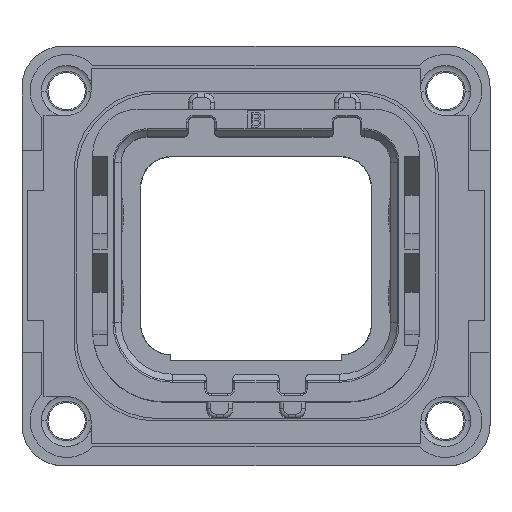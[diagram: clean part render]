
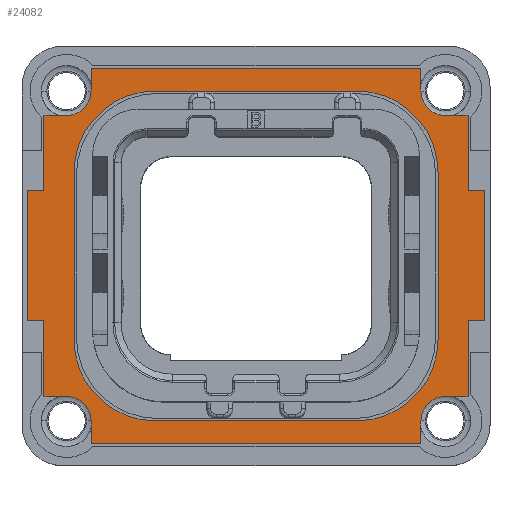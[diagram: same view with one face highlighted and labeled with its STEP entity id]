
A CAD part, top view. The second image highlights one B-rep face of the part: STEP entity #24082.
In plain terms, the highlighted planar face has unit normal (0, 0, 1).
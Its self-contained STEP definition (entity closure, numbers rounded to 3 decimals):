
#1115=DIRECTION('',(0.,-1.,0.));
#1116=VECTOR('',#1115,4.65);
#1117=CARTESIAN_POINT('',(-13.05,-4.,2.31));
#1118=LINE('',#1117,#1116);
#1119=DIRECTION('',(1.,0.,0.));
#1120=VECTOR('',#1119,1.);
#1121=CARTESIAN_POINT('',(-14.05,-4.,2.31));
#1122=LINE('',#1121,#1120);
#1123=DIRECTION('',(0.,-1.,0.));
#1124=VECTOR('',#1123,8.);
#1125=CARTESIAN_POINT('',(-14.05,4.,2.31));
#1126=LINE('',#1125,#1124);
#1127=DIRECTION('',(-1.,0.,0.));
#1128=VECTOR('',#1127,1.);
#1129=CARTESIAN_POINT('',(-13.05,4.,2.31));
#1130=LINE('',#1129,#1128);
#1131=DIRECTION('',(0.,-1.,0.));
#1132=VECTOR('',#1131,4.65);
#1133=CARTESIAN_POINT('',(-13.05,8.65,2.31));
#1134=LINE('',#1133,#1132);
#1135=DIRECTION('',(1.,0.,0.));
#1136=VECTOR('',#1135,1.4);
#1137=CARTESIAN_POINT('',(-13.05,8.65,2.31));
#1138=LINE('',#1137,#1136);
#1139=CARTESIAN_POINT('',(-11.65,10.15,2.31));
#1140=DIRECTION('',(0.,0.,1.));
#1141=DIRECTION('',(0.,-1.,0.));
#1142=AXIS2_PLACEMENT_3D('',#1139,#1140,#1141);
#1144=DIRECTION('',(0.,-1.,0.));
#1145=VECTOR('',#1144,1.4);
#1146=CARTESIAN_POINT('',(-10.15,11.55,2.31));
#1147=LINE('',#1146,#1145);
#1148=DIRECTION('',(-1.,0.,0.));
#1149=VECTOR('',#1148,20.3);
#1150=CARTESIAN_POINT('',(10.15,11.55,2.31));
#1151=LINE('',#1150,#1149);
#1152=DIRECTION('',(0.,-1.,0.));
#1153=VECTOR('',#1152,1.4);
#1154=CARTESIAN_POINT('',(10.15,11.55,2.31));
#1155=LINE('',#1154,#1153);
#1156=CARTESIAN_POINT('',(11.65,10.15,2.31));
#1157=DIRECTION('',(0.,0.,1.));
#1158=DIRECTION('',(-1.,0.,0.));
#1159=AXIS2_PLACEMENT_3D('',#1156,#1157,#1158);
#1161=DIRECTION('',(-1.,0.,0.));
#1162=VECTOR('',#1161,1.4);
#1163=CARTESIAN_POINT('',(13.05,8.65,2.31));
#1164=LINE('',#1163,#1162);
#1165=DIRECTION('',(0.,1.,0.));
#1166=VECTOR('',#1165,4.65);
#1167=CARTESIAN_POINT('',(13.05,4.,2.31));
#1168=LINE('',#1167,#1166);
#1169=DIRECTION('',(-1.,0.,0.));
#1170=VECTOR('',#1169,1.);
#1171=CARTESIAN_POINT('',(14.05,4.,2.31));
#1172=LINE('',#1171,#1170);
#1173=DIRECTION('',(0.,1.,0.));
#1174=VECTOR('',#1173,8.);
#1175=CARTESIAN_POINT('',(14.05,-4.,2.31));
#1176=LINE('',#1175,#1174);
#1177=DIRECTION('',(1.,0.,0.));
#1178=VECTOR('',#1177,1.);
#1179=CARTESIAN_POINT('',(13.05,-4.,2.31));
#1180=LINE('',#1179,#1178);
#1181=DIRECTION('',(0.,1.,0.));
#1182=VECTOR('',#1181,4.65);
#1183=CARTESIAN_POINT('',(13.05,-8.65,2.31));
#1184=LINE('',#1183,#1182);
#1185=DIRECTION('',(-1.,0.,0.));
#1186=VECTOR('',#1185,1.4);
#1187=CARTESIAN_POINT('',(13.05,-8.65,2.31));
#1188=LINE('',#1187,#1186);
#1189=CARTESIAN_POINT('',(11.65,-10.15,2.31));
#1190=DIRECTION('',(0.,0.,1.));
#1191=DIRECTION('',(0.,1.,0.));
#1192=AXIS2_PLACEMENT_3D('',#1189,#1190,#1191);
#1194=DIRECTION('',(0.,1.,0.));
#1195=VECTOR('',#1194,1.4);
#1196=CARTESIAN_POINT('',(10.15,-11.55,2.31));
#1197=LINE('',#1196,#1195);
#1198=DIRECTION('',(1.,0.,0.));
#1199=VECTOR('',#1198,20.3);
#1200=CARTESIAN_POINT('',(-10.15,-11.55,2.31));
#1201=LINE('',#1200,#1199);
#1202=DIRECTION('',(0.,1.,0.));
#1203=VECTOR('',#1202,1.4);
#1204=CARTESIAN_POINT('',(-10.15,-11.55,2.31));
#1205=LINE('',#1204,#1203);
#1206=CARTESIAN_POINT('',(-11.65,-10.15,2.31));
#1207=DIRECTION('',(0.,0.,1.));
#1208=DIRECTION('',(1.,0.,0.));
#1209=AXIS2_PLACEMENT_3D('',#1206,#1207,#1208);
#1211=DIRECTION('',(1.,0.,0.));
#1212=VECTOR('',#1211,1.4);
#1213=CARTESIAN_POINT('',(-13.05,-8.65,2.31));
#1214=LINE('',#1213,#1212);
#1215=DIRECTION('',(0.,-1.,0.));
#1216=VECTOR('',#1215,10.3);
#1217=CARTESIAN_POINT('',(11.2,5.15,2.31));
#1218=LINE('',#1217,#1216);
#1219=DIRECTION('',(1.,0.,0.));
#1220=VECTOR('',#1219,12.4);
#1221=CARTESIAN_POINT('',(-6.2,10.15,2.31));
#1222=LINE('',#1221,#1220);
#1223=DIRECTION('',(0.,1.,0.));
#1224=VECTOR('',#1223,10.3);
#1225=CARTESIAN_POINT('',(-11.2,-5.15,2.31));
#1226=LINE('',#1225,#1224);
#1227=DIRECTION('',(-1.,0.,0.));
#1228=VECTOR('',#1227,12.4);
#1229=CARTESIAN_POINT('',(6.2,-10.15,2.31));
#1230=LINE('',#1229,#1228);
#1335=CARTESIAN_POINT('',(-6.2,-5.15,2.31));
#1336=DIRECTION('',(0.,0.,-1.));
#1337=DIRECTION('',(0.,-1.,0.));
#1338=AXIS2_PLACEMENT_3D('',#1335,#1336,#1337);
#1348=CARTESIAN_POINT('',(6.2,-5.15,2.31));
#1349=DIRECTION('',(0.,0.,-1.));
#1350=DIRECTION('',(1.,0.,0.));
#1351=AXIS2_PLACEMENT_3D('',#1348,#1349,#1350);
#1353=CARTESIAN_POINT('',(-6.2,5.15,2.31));
#1354=DIRECTION('',(0.,0.,-1.));
#1355=DIRECTION('',(-1.,0.,0.));
#1356=AXIS2_PLACEMENT_3D('',#1353,#1354,#1355);
#1366=CARTESIAN_POINT('',(6.2,5.15,2.31));
#1367=DIRECTION('',(0.,0.,-1.));
#1368=DIRECTION('',(0.,1.,0.));
#1369=AXIS2_PLACEMENT_3D('',#1366,#1367,#1368);
#21946=CARTESIAN_POINT('',(-11.2,-5.15,2.31));
#21947=CARTESIAN_POINT('',(-11.2,5.15,2.31));
#21948=VERTEX_POINT('',#21946);
#21949=VERTEX_POINT('',#21947);
#21950=CARTESIAN_POINT('',(-6.2,10.15,2.31));
#21951=CARTESIAN_POINT('',(6.2,10.15,2.31));
#21952=VERTEX_POINT('',#21950);
#21953=VERTEX_POINT('',#21951);
#21954=CARTESIAN_POINT('',(11.2,5.15,2.31));
#21955=CARTESIAN_POINT('',(11.2,-5.15,2.31));
#21956=VERTEX_POINT('',#21954);
#21957=VERTEX_POINT('',#21955);
#21958=CARTESIAN_POINT('',(6.2,-10.15,2.31));
#21959=CARTESIAN_POINT('',(-6.2,-10.15,2.31));
#21960=VERTEX_POINT('',#21958);
#21961=VERTEX_POINT('',#21959);
#21978=CARTESIAN_POINT('',(10.15,10.15,2.31));
#21979=CARTESIAN_POINT('',(11.65,8.65,2.31));
#21980=VERTEX_POINT('',#21978);
#21981=VERTEX_POINT('',#21979);
#21982=CARTESIAN_POINT('',(13.05,8.65,2.31));
#21983=VERTEX_POINT('',#21982);
#21984=CARTESIAN_POINT('',(10.15,11.55,2.31));
#21985=VERTEX_POINT('',#21984);
#21986=CARTESIAN_POINT('',(11.65,-8.65,2.31));
#21987=CARTESIAN_POINT('',(10.15,-10.15,2.31));
#21988=VERTEX_POINT('',#21986);
#21989=VERTEX_POINT('',#21987);
#21990=CARTESIAN_POINT('',(10.15,-11.55,2.31));
#21991=VERTEX_POINT('',#21990);
#21992=CARTESIAN_POINT('',(13.05,-8.65,2.31));
#21993=VERTEX_POINT('',#21992);
#21994=CARTESIAN_POINT('',(-10.15,-10.15,2.31));
#21995=CARTESIAN_POINT('',(-11.65,-8.65,2.31));
#21996=VERTEX_POINT('',#21994);
#21997=VERTEX_POINT('',#21995);
#21998=CARTESIAN_POINT('',(-13.05,-8.65,2.31));
#21999=VERTEX_POINT('',#21998);
#22000=CARTESIAN_POINT('',(-10.15,-11.55,2.31));
#22001=VERTEX_POINT('',#22000);
#22002=CARTESIAN_POINT('',(-10.15,11.55,2.31));
#22003=CARTESIAN_POINT('',(-10.15,10.15,2.31));
#22004=VERTEX_POINT('',#22002);
#22005=VERTEX_POINT('',#22003);
#22006=CARTESIAN_POINT('',(-13.05,8.65,2.31));
#22007=CARTESIAN_POINT('',(-11.65,8.65,2.31));
#22008=VERTEX_POINT('',#22006);
#22009=VERTEX_POINT('',#22007);
#22010=CARTESIAN_POINT('',(14.05,-4.,2.31));
#22011=CARTESIAN_POINT('',(14.05,4.,2.31));
#22012=VERTEX_POINT('',#22010);
#22013=VERTEX_POINT('',#22011);
#22014=CARTESIAN_POINT('',(-14.05,4.,2.31));
#22015=CARTESIAN_POINT('',(-14.05,-4.,2.31));
#22016=VERTEX_POINT('',#22014);
#22017=VERTEX_POINT('',#22015);
#22018=CARTESIAN_POINT('',(13.05,-4.,2.31));
#22019=VERTEX_POINT('',#22018);
#22020=CARTESIAN_POINT('',(13.05,4.,2.31));
#22021=VERTEX_POINT('',#22020);
#22022=CARTESIAN_POINT('',(-13.05,4.,2.31));
#22023=VERTEX_POINT('',#22022);
#22024=CARTESIAN_POINT('',(-13.05,-4.,2.31));
#22025=VERTEX_POINT('',#22024);
#24029=CARTESIAN_POINT('',(0.,0.,2.31));
#24030=DIRECTION('',(0.,0.,1.));
#24031=DIRECTION('',(1.,0.,0.));
#24032=AXIS2_PLACEMENT_3D('',#24029,#24030,#24031);
#24033=PLANE('',#24032);
#24034=ORIENTED_EDGE('',*,*,#23653,.F.);
#24035=ORIENTED_EDGE('',*,*,#23667,.F.);
#24036=ORIENTED_EDGE('',*,*,#23681,.F.);
#24037=ORIENTED_EDGE('',*,*,#23695,.F.);
#24038=ORIENTED_EDGE('',*,*,#23709,.F.);
#24039=ORIENTED_EDGE('',*,*,#23725,.T.);
#24041=ORIENTED_EDGE('',*,*,#24040,.T.);
#24042=ORIENTED_EDGE('',*,*,#23784,.F.);
#24043=ORIENTED_EDGE('',*,*,#23800,.F.);
#24044=ORIENTED_EDGE('',*,*,#23816,.T.);
#24046=ORIENTED_EDGE('',*,*,#24045,.T.);
#24047=ORIENTED_EDGE('',*,*,#23875,.F.);
#24048=ORIENTED_EDGE('',*,*,#23891,.F.);
#24049=ORIENTED_EDGE('',*,*,#23905,.F.);
#24050=ORIENTED_EDGE('',*,*,#23919,.F.);
#24051=ORIENTED_EDGE('',*,*,#23933,.F.);
#24052=ORIENTED_EDGE('',*,*,#23947,.F.);
#24053=ORIENTED_EDGE('',*,*,#23963,.T.);
#24055=ORIENTED_EDGE('',*,*,#24054,.T.);
#24056=ORIENTED_EDGE('',*,*,#24021,.F.);
#24057=ORIENTED_EDGE('',*,*,#23561,.F.);
#24058=ORIENTED_EDGE('',*,*,#23578,.T.);
#24060=ORIENTED_EDGE('',*,*,#24059,.T.);
#24061=ORIENTED_EDGE('',*,*,#23637,.F.);
#24062=EDGE_LOOP('',(#24034,#24035,#24036,#24037,#24038,#24039,#24041,#24042,
#24043,#24044,#24046,#24047,#24048,#24049,#24050,#24051,#24052,#24053,#24055,
#24056,#24057,#24058,#24060,#24061));
#24063=FACE_OUTER_BOUND('',#24062,.F.);
#24065=ORIENTED_EDGE('',*,*,#24064,.F.);
#24067=ORIENTED_EDGE('',*,*,#24066,.F.);
#24069=ORIENTED_EDGE('',*,*,#24068,.F.);
#24071=ORIENTED_EDGE('',*,*,#24070,.F.);
#24073=ORIENTED_EDGE('',*,*,#24072,.F.);
#24075=ORIENTED_EDGE('',*,*,#24074,.F.);
#24077=ORIENTED_EDGE('',*,*,#24076,.F.);
#24079=ORIENTED_EDGE('',*,*,#24078,.F.);
#24080=EDGE_LOOP('',(#24065,#24067,#24069,#24071,#24073,#24075,#24077,#24079));
#24081=FACE_BOUND('',#24080,.F.);
#24082=ADVANCED_FACE('',(#24063,#24081),#24033,.T.);
#1143=CIRCLE('',#1142,1.5);
#1160=CIRCLE('',#1159,1.5);
#1193=CIRCLE('',#1192,1.5);
#1210=CIRCLE('',#1209,1.5);
#1339=CIRCLE('',#1338,5.);
#1352=CIRCLE('',#1351,5.);
#1357=CIRCLE('',#1356,5.);
#1370=CIRCLE('',#1369,5.);
#23561=EDGE_CURVE('',#22001,#21991,#1201,.T.);
#23578=EDGE_CURVE('',#22001,#21996,#1205,.T.);
#23637=EDGE_CURVE('',#21999,#21997,#1214,.T.);
#23653=EDGE_CURVE('',#22025,#21999,#1118,.T.);
#23667=EDGE_CURVE('',#22017,#22025,#1122,.T.);
#23681=EDGE_CURVE('',#22016,#22017,#1126,.T.);
#23695=EDGE_CURVE('',#22023,#22016,#1130,.T.);
#23709=EDGE_CURVE('',#22008,#22023,#1134,.T.);
#23725=EDGE_CURVE('',#22008,#22009,#1138,.T.);
#23784=EDGE_CURVE('',#22004,#22005,#1147,.T.);
#23800=EDGE_CURVE('',#21985,#22004,#1151,.T.);
#23816=EDGE_CURVE('',#21985,#21980,#1155,.T.);
#23875=EDGE_CURVE('',#21983,#21981,#1164,.T.);
#23891=EDGE_CURVE('',#22021,#21983,#1168,.T.);
#23905=EDGE_CURVE('',#22013,#22021,#1172,.T.);
#23919=EDGE_CURVE('',#22012,#22013,#1176,.T.);
#23933=EDGE_CURVE('',#22019,#22012,#1180,.T.);
#23947=EDGE_CURVE('',#21993,#22019,#1184,.T.);
#23963=EDGE_CURVE('',#21993,#21988,#1188,.T.);
#24021=EDGE_CURVE('',#21991,#21989,#1197,.T.);
#24040=EDGE_CURVE('',#22009,#22005,#1143,.T.);
#24045=EDGE_CURVE('',#21980,#21981,#1160,.T.);
#24054=EDGE_CURVE('',#21988,#21989,#1193,.T.);
#24059=EDGE_CURVE('',#21996,#21997,#1210,.T.);
#24064=EDGE_CURVE('',#21956,#21957,#1218,.T.);
#24066=EDGE_CURVE('',#21953,#21956,#1370,.T.);
#24068=EDGE_CURVE('',#21952,#21953,#1222,.T.);
#24070=EDGE_CURVE('',#21949,#21952,#1357,.T.);
#24072=EDGE_CURVE('',#21948,#21949,#1226,.T.);
#24074=EDGE_CURVE('',#21961,#21948,#1339,.T.);
#24076=EDGE_CURVE('',#21960,#21961,#1230,.T.);
#24078=EDGE_CURVE('',#21957,#21960,#1352,.T.);
